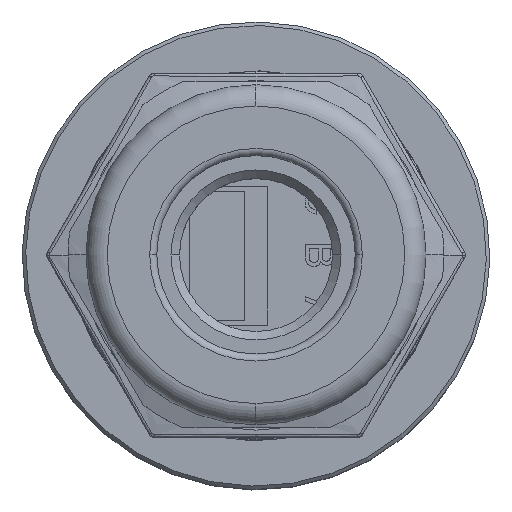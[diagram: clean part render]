
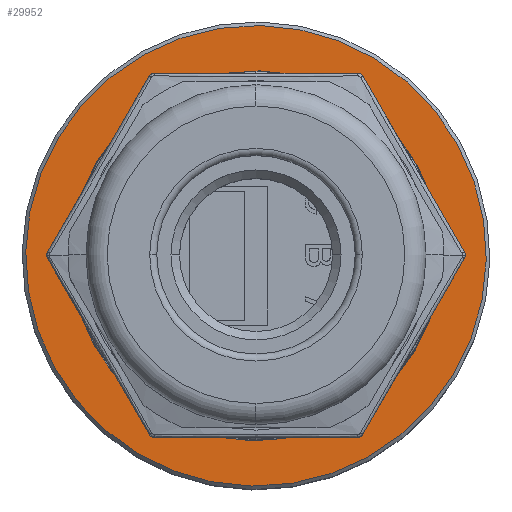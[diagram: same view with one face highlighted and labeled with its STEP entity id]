
A CAD part, top view. The second image highlights one B-rep face of the part: STEP entity #29952.
In plain terms, the highlighted planar face has unit normal (0, 0, 1).
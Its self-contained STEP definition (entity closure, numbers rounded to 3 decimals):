
#2138=CARTESIAN_POINT('',(0.,0.,1.9));
#2139=DIRECTION('',(0.,0.,1.));
#2140=DIRECTION('',(-0.777,-0.629,0.));
#2141=AXIS2_PLACEMENT_3D('',#2138,#2139,#2140);
#2143=CARTESIAN_POINT('',(0.,0.,1.9));
#2144=DIRECTION('',(0.,0.,1.));
#2145=DIRECTION('',(0.777,0.629,0.));
#2146=AXIS2_PLACEMENT_3D('',#2143,#2144,#2145);
#2148=CARTESIAN_POINT('',(0.,0.,1.9));
#2149=DIRECTION('',(0.,0.,-1.));
#2150=DIRECTION('',(-0.629,0.777,0.));
#2151=AXIS2_PLACEMENT_3D('',#2148,#2149,#2150);
#2153=CARTESIAN_POINT('',(0.,0.,1.9));
#2154=DIRECTION('',(0.,0.,-1.));
#2155=DIRECTION('',(0.629,-0.777,0.));
#2156=AXIS2_PLACEMENT_3D('',#2153,#2154,#2155);
#27847=CARTESIAN_POINT('',(-8.213,10.142,1.9));
#27848=CARTESIAN_POINT('',(8.213,-10.142,1.9));
#27849=VERTEX_POINT('',#27847);
#27850=VERTEX_POINT('',#27848);
#27851=CARTESIAN_POINT('',(-12.629,-10.226,1.9));
#27852=CARTESIAN_POINT('',(12.629,10.226,1.9));
#27853=VERTEX_POINT('',#27851);
#27854=VERTEX_POINT('',#27852);
#29936=CARTESIAN_POINT('',(0.,0.,1.9));
#29937=DIRECTION('',(0.,0.,-1.));
#29938=DIRECTION('',(-0.777,-0.629,0.));
#29939=AXIS2_PLACEMENT_3D('',#29936,#29937,#29938);
#29940=PLANE('',#29939);
#29941=ORIENTED_EDGE('',*,*,#29926,.F.);
#29943=ORIENTED_EDGE('',*,*,#29942,.F.);
#29944=EDGE_LOOP('',(#29941,#29943));
#29945=FACE_OUTER_BOUND('',#29944,.F.);
#29947=ORIENTED_EDGE('',*,*,#29946,.F.);
#29949=ORIENTED_EDGE('',*,*,#29948,.F.);
#29950=EDGE_LOOP('',(#29947,#29949));
#29951=FACE_BOUND('',#29950,.F.);
#2142=CIRCLE('',#2141,16.25);
#2147=CIRCLE('',#2146,16.25);
#2152=CIRCLE('',#2151,13.05);
#2157=CIRCLE('',#2156,13.05);
#29926=EDGE_CURVE('',#27853,#27854,#2142,.T.);
#29942=EDGE_CURVE('',#27854,#27853,#2147,.T.);
#29946=EDGE_CURVE('',#27849,#27850,#2152,.T.);
#29948=EDGE_CURVE('',#27850,#27849,#2157,.T.);
#29952=ADVANCED_FACE('',(#29945,#29951),#29940,.F.);
